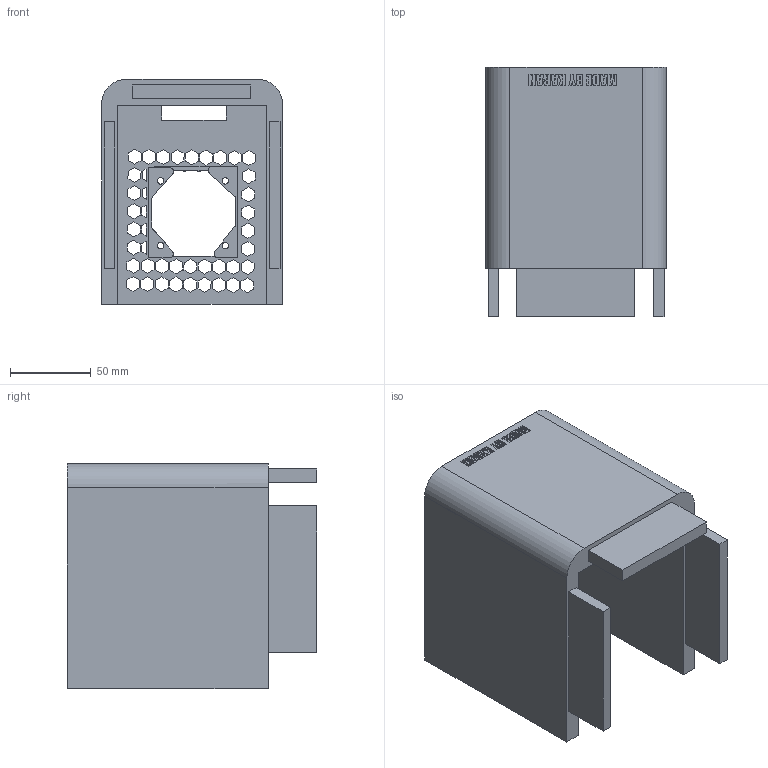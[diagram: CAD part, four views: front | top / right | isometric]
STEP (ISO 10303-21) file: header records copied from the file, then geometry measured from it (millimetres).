
FILE_DESCRIPTION(/* description */ (''),/* implementation_level */ '2;1');
FILE_NAME(/* name */ 'B2-back.step',/* time_stamp */ '2025-11-02T12:59:14+05:30',/* author */ (''),/* organization */ (''),/* preprocessor_version */ 'ST-DEVELOPER v20.1',/* originating_system */ 'Autodesk Translation Framework v14.17.0.0',/* authorisation */ '');
FILE_SCHEMA (('AUTOMOTIVE_DESIGN { 1 0 10303 214 3 1 1 }'));
Length unit declared in the file: millimetre
Products named in the file (1): 2025-11-02-12-59-14-156
Bounding box: 111.66 x 154.13 x 138.94 mm (x, y, z)
Volume: 583877.1 mm3; surface area: 144355.5 mm2
Topology: 1 solids, 3 shells, 856 faces, 2437 edges, 1628 vertices
Faces by surface type: plane 638, bspline 201, cylinder 17
Full cylindrical faces by diameter (mm): 3.5 x3, 4 x4
Entity records: 29589 total; most frequent: CARTESIAN_POINT 8357, ORIENTED_EDGE 4874, DIRECTION 3380, EDGE_CURVE 2437, LINE 1998, VECTOR 1998, VERTEX_POINT 1628, EDGE_LOOP 993
